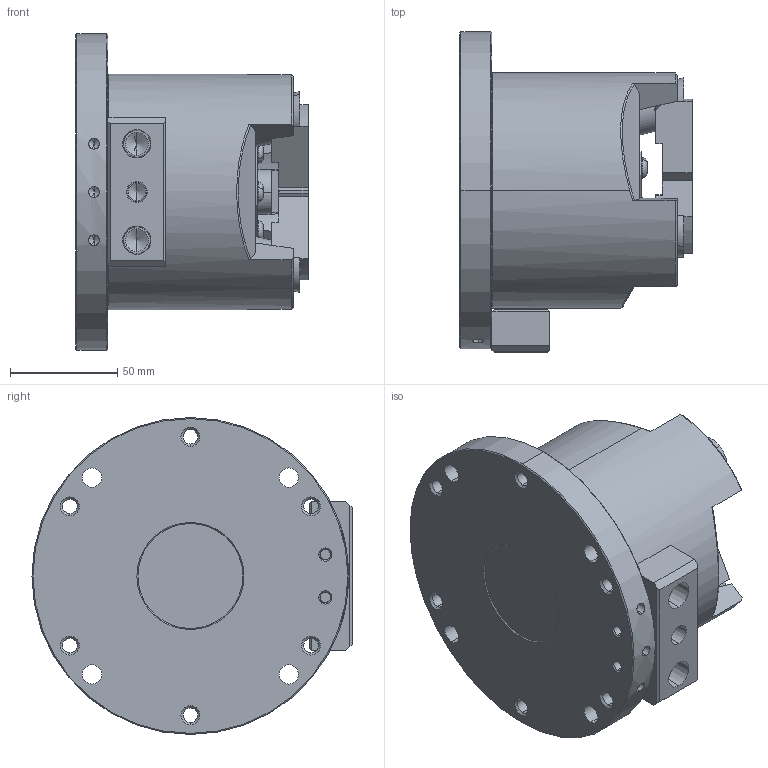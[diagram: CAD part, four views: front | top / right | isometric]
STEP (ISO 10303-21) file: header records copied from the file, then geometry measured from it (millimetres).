
FILE_DESCRIPTION (( 'STEP AP203' ), '1' );
FILE_NAME ('CF-SU-304.STEP', '2018-11-22T07:13:45', ( '' ), ( '' ), 'SwSTEP 2.0', 'SolidWorks 2016', '' );
FILE_SCHEMA (( 'CONFIG_CONTROL_DESIGN' ));
Length unit declared in the file: millimetre
Products named in the file (11): CF-3U-204 -07000; CF-SU-304-06000; CF-SU-304-05000; CF-SU-308-07000; CF-3U-204 -03000; 圓頭內六角螺栓_M6x16; 半圓頭六角孔螺栓_M5x8; 圓頭內六角螺栓_M6x30; CF-SU-304-01000; CF-SU-304-02000; CF-SU-304
Assembly tree (19 placements, depth 2):
  CF-SU-304
    CF-SU-304-01000
    CF-SU-304-05000
    CF-SU-304-06000
    CF-3U-204 -03000  x3
    CF-3U-204 -07000  x3
    圓頭內六角螺栓_M6x16  x3
    CF-SU-308-07000
    半圓頭六角孔螺栓_M5x8  x3
    圓頭內六角螺栓_M6x30  x2
    CF-SU-304-02000
Bounding box: 108.5 x 149.5 x 148 mm (x, y, z)
Volume: 975962.1 mm3; surface area: 149364.3 mm2
Topology: 19 solids, 19 shells, 567 faces, 1349 edges, 807 vertices
Faces by surface type: plane 218, cylinder 175, cone 162, torus 9, bspline 3
Entity records: 13212 total; most frequent: CARTESIAN_POINT 2837, DIRECTION 1990, ORIENTED_EDGE 1766, EDGE_CURVE 883, AXIS2_PLACEMENT_3D 784, VERTEX_POINT 556, EDGE_LOOP 465, LINE 422
